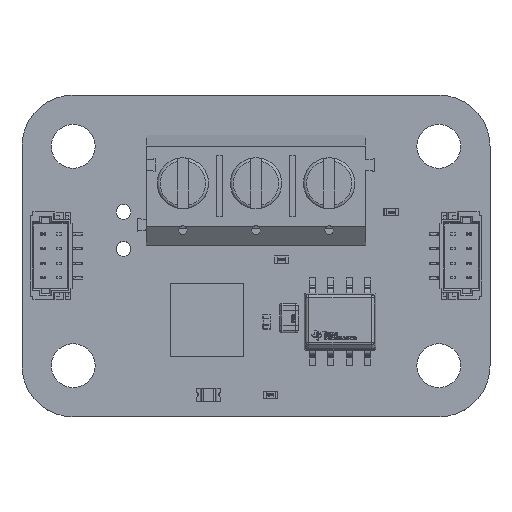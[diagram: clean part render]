
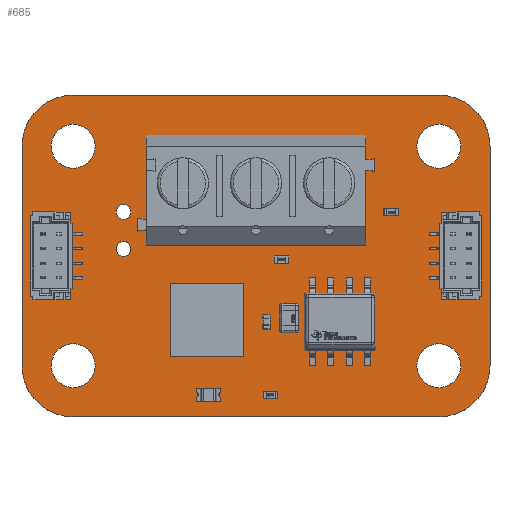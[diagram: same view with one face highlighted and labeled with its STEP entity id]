
A CAD part, top view. The second image highlights one B-rep face of the part: STEP entity #685.
In plain terms, the highlighted planar face has unit normal (0, 0, 1).
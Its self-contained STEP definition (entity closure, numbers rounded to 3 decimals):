
#96 = VERTEX_POINT('',#97);
#97 = CARTESIAN_POINT('',(3.5,0.,1.595));
#103 = EDGE_CURVE('',#96,#104,#106,.T.);
#104 = VERTEX_POINT('',#105);
#105 = CARTESIAN_POINT('',(0.,3.5,1.595));
#106 = CIRCLE('',#107,3.5);
#107 = AXIS2_PLACEMENT_3D('',#108,#109,#110);
#108 = CARTESIAN_POINT('',(3.5,3.5,1.595));
#109 = DIRECTION('',(0.,0.,-1.));
#110 = DIRECTION('',(0.,-1.,0.));
#136 = EDGE_CURVE('',#104,#137,#139,.T.);
#137 = VERTEX_POINT('',#138);
#138 = CARTESIAN_POINT('',(0.,18.5,1.595));
#139 = LINE('',#140,#141);
#140 = CARTESIAN_POINT('',(0.,3.5,1.595));
#141 = VECTOR('',#142,1.);
#142 = DIRECTION('',(0.,1.,0.));
#167 = EDGE_CURVE('',#137,#168,#170,.T.);
#168 = VERTEX_POINT('',#169);
#169 = CARTESIAN_POINT('',(3.5,22.,1.595));
#170 = CIRCLE('',#171,3.5);
#171 = AXIS2_PLACEMENT_3D('',#172,#173,#174);
#172 = CARTESIAN_POINT('',(3.5,18.5,1.595));
#173 = DIRECTION('',(0.,0.,-1.));
#174 = DIRECTION('',(-1.,0.,-0.));
#200 = EDGE_CURVE('',#168,#201,#203,.T.);
#201 = VERTEX_POINT('',#202);
#202 = CARTESIAN_POINT('',(28.5,22.,1.595));
#203 = LINE('',#204,#205);
#204 = CARTESIAN_POINT('',(3.5,22.,1.595));
#205 = VECTOR('',#206,1.);
#206 = DIRECTION('',(1.,0.,0.));
#231 = EDGE_CURVE('',#201,#232,#234,.T.);
#232 = VERTEX_POINT('',#233);
#233 = CARTESIAN_POINT('',(32.,18.5,1.595));
#234 = CIRCLE('',#235,3.5);
#235 = AXIS2_PLACEMENT_3D('',#236,#237,#238);
#236 = CARTESIAN_POINT('',(28.5,18.5,1.595));
#237 = DIRECTION('',(0.,0.,-1.));
#238 = DIRECTION('',(0.,1.,0.));
#264 = EDGE_CURVE('',#232,#265,#267,.T.);
#265 = VERTEX_POINT('',#266);
#266 = CARTESIAN_POINT('',(32.,3.5,1.595));
#267 = LINE('',#268,#269);
#268 = CARTESIAN_POINT('',(32.,18.5,1.595));
#269 = VECTOR('',#270,1.);
#270 = DIRECTION('',(0.,-1.,0.));
#295 = EDGE_CURVE('',#265,#296,#298,.T.);
#296 = VERTEX_POINT('',#297);
#297 = CARTESIAN_POINT('',(28.5,0.,1.595));
#298 = CIRCLE('',#299,3.5);
#299 = AXIS2_PLACEMENT_3D('',#300,#301,#302);
#300 = CARTESIAN_POINT('',(28.5,3.5,1.595));
#301 = DIRECTION('',(0.,0.,-1.));
#302 = DIRECTION('',(1.,0.,0.));
#328 = EDGE_CURVE('',#296,#96,#329,.T.);
#329 = LINE('',#330,#331);
#330 = CARTESIAN_POINT('',(28.5,0.,1.595));
#331 = VECTOR('',#332,1.);
#332 = DIRECTION('',(-1.,0.,0.));
#352 = VERTEX_POINT('',#353);
#353 = CARTESIAN_POINT('',(5.,3.5,1.595));
#359 = EDGE_CURVE('',#352,#352,#360,.T.);
#360 = CIRCLE('',#361,1.5);
#361 = AXIS2_PLACEMENT_3D('',#362,#363,#364);
#362 = CARTESIAN_POINT('',(3.5,3.5,1.595));
#363 = DIRECTION('',(0.,0.,1.));
#364 = DIRECTION('',(1.,0.,-0.));
#385 = VERTEX_POINT('',#386);
#386 = CARTESIAN_POINT('',(7.448,11.48,1.595));
#392 = EDGE_CURVE('',#385,#385,#393,.T.);
#393 = CIRCLE('',#394,0.508);
#394 = AXIS2_PLACEMENT_3D('',#395,#396,#397);
#395 = CARTESIAN_POINT('',(6.94,11.48,1.595));
#396 = DIRECTION('',(0.,0.,1.));
#397 = DIRECTION('',(1.,0.,-0.));
#418 = VERTEX_POINT('',#419);
#419 = CARTESIAN_POINT('',(5.,18.5,1.595));
#425 = EDGE_CURVE('',#418,#418,#426,.T.);
#426 = CIRCLE('',#427,1.5);
#427 = AXIS2_PLACEMENT_3D('',#428,#429,#430);
#428 = CARTESIAN_POINT('',(3.5,18.5,1.595));
#429 = DIRECTION('',(0.,0.,1.));
#430 = DIRECTION('',(1.,0.,-0.));
#451 = VERTEX_POINT('',#452);
#452 = CARTESIAN_POINT('',(7.448,14.02,1.595));
#458 = EDGE_CURVE('',#451,#451,#459,.T.);
#459 = CIRCLE('',#460,0.508);
#460 = AXIS2_PLACEMENT_3D('',#461,#462,#463);
#461 = CARTESIAN_POINT('',(6.94,14.02,1.595));
#462 = DIRECTION('',(0.,0.,1.));
#463 = DIRECTION('',(1.,0.,-0.));
#484 = VERTEX_POINT('',#485);
#485 = CARTESIAN_POINT('',(16.65,15.95,1.595));
#491 = EDGE_CURVE('',#484,#484,#492,.T.);
#492 = CIRCLE('',#493,0.65);
#493 = AXIS2_PLACEMENT_3D('',#494,#495,#496);
#494 = CARTESIAN_POINT('',(16.,15.95,1.595));
#495 = DIRECTION('',(0.,0.,1.));
#496 = DIRECTION('',(1.,0.,-0.));
#517 = VERTEX_POINT('',#518);
#518 = CARTESIAN_POINT('',(30.,3.5,1.595));
#524 = EDGE_CURVE('',#517,#517,#525,.T.);
#525 = CIRCLE('',#526,1.5);
#526 = AXIS2_PLACEMENT_3D('',#527,#528,#529);
#527 = CARTESIAN_POINT('',(28.5,3.5,1.595));
#528 = DIRECTION('',(0.,0.,1.));
#529 = DIRECTION('',(1.,0.,-0.));
#550 = VERTEX_POINT('',#551);
#551 = CARTESIAN_POINT('',(11.65,15.95,1.595));
#557 = EDGE_CURVE('',#550,#550,#558,.T.);
#558 = CIRCLE('',#559,0.65);
#559 = AXIS2_PLACEMENT_3D('',#560,#561,#562);
#560 = CARTESIAN_POINT('',(11.,15.95,1.595));
#561 = DIRECTION('',(0.,0.,1.));
#562 = DIRECTION('',(1.,0.,-0.));
#583 = VERTEX_POINT('',#584);
#584 = CARTESIAN_POINT('',(21.65,15.95,1.595));
#590 = EDGE_CURVE('',#583,#583,#591,.T.);
#591 = CIRCLE('',#592,0.65);
#592 = AXIS2_PLACEMENT_3D('',#593,#594,#595);
#593 = CARTESIAN_POINT('',(21.,15.95,1.595));
#594 = DIRECTION('',(0.,0.,1.));
#595 = DIRECTION('',(1.,0.,-0.));
#616 = VERTEX_POINT('',#617);
#617 = CARTESIAN_POINT('',(30.,18.5,1.595));
#623 = EDGE_CURVE('',#616,#616,#624,.T.);
#624 = CIRCLE('',#625,1.5);
#625 = AXIS2_PLACEMENT_3D('',#626,#627,#628);
#626 = CARTESIAN_POINT('',(28.5,18.5,1.595));
#627 = DIRECTION('',(0.,0.,1.));
#628 = DIRECTION('',(1.,0.,-0.));
#685 = ADVANCED_FACE('',(#686,#696,#699,#702,#705,#708,#711,#714,#717,
    #720),#723,.F.);
#686 = FACE_BOUND('',#687,.F.);
#687 = EDGE_LOOP('',(#688,#689,#690,#691,#692,#693,#694,#695));
#688 = ORIENTED_EDGE('',*,*,#103,.T.);
#689 = ORIENTED_EDGE('',*,*,#136,.T.);
#690 = ORIENTED_EDGE('',*,*,#167,.T.);
#691 = ORIENTED_EDGE('',*,*,#200,.T.);
#692 = ORIENTED_EDGE('',*,*,#231,.T.);
#693 = ORIENTED_EDGE('',*,*,#264,.T.);
#694 = ORIENTED_EDGE('',*,*,#295,.T.);
#695 = ORIENTED_EDGE('',*,*,#328,.T.);
#696 = FACE_BOUND('',#697,.F.);
#697 = EDGE_LOOP('',(#698));
#698 = ORIENTED_EDGE('',*,*,#359,.T.);
#699 = FACE_BOUND('',#700,.F.);
#700 = EDGE_LOOP('',(#701));
#701 = ORIENTED_EDGE('',*,*,#392,.T.);
#702 = FACE_BOUND('',#703,.F.);
#703 = EDGE_LOOP('',(#704));
#704 = ORIENTED_EDGE('',*,*,#425,.T.);
#705 = FACE_BOUND('',#706,.F.);
#706 = EDGE_LOOP('',(#707));
#707 = ORIENTED_EDGE('',*,*,#458,.T.);
#708 = FACE_BOUND('',#709,.F.);
#709 = EDGE_LOOP('',(#710));
#710 = ORIENTED_EDGE('',*,*,#491,.T.);
#711 = FACE_BOUND('',#712,.F.);
#712 = EDGE_LOOP('',(#713));
#713 = ORIENTED_EDGE('',*,*,#524,.T.);
#714 = FACE_BOUND('',#715,.F.);
#715 = EDGE_LOOP('',(#716));
#716 = ORIENTED_EDGE('',*,*,#557,.T.);
#717 = FACE_BOUND('',#718,.F.);
#718 = EDGE_LOOP('',(#719));
#719 = ORIENTED_EDGE('',*,*,#590,.T.);
#720 = FACE_BOUND('',#721,.F.);
#721 = EDGE_LOOP('',(#722));
#722 = ORIENTED_EDGE('',*,*,#623,.T.);
#723 = PLANE('',#724);
#724 = AXIS2_PLACEMENT_3D('',#725,#726,#727);
#725 = CARTESIAN_POINT('',(16.,11.,1.595));
#726 = DIRECTION('',(-0.,-0.,-1.));
#727 = DIRECTION('',(-1.,0.,0.));
